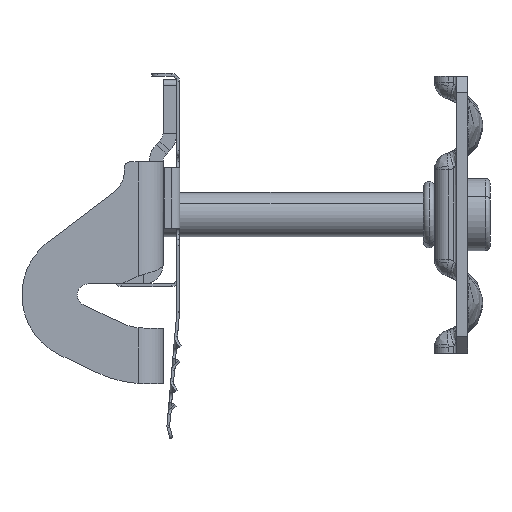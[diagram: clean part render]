
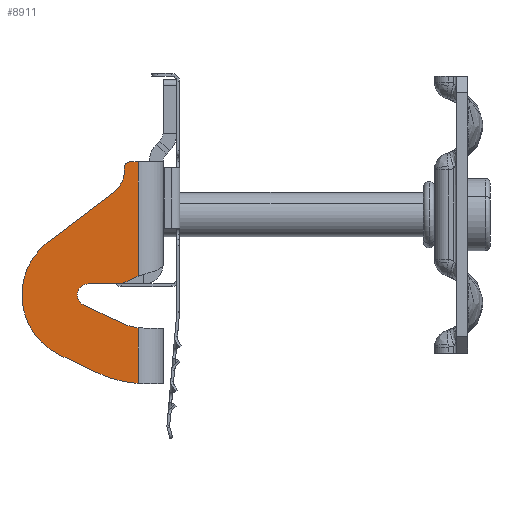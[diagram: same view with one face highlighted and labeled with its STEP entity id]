
A CAD part, left-side view. The second image highlights one B-rep face of the part: STEP entity #8911.
In plain terms, the highlighted planar face has unit normal (-1, 0, 0).
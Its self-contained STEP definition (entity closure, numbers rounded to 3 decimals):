
#144 = VERTEX_POINT ( 'NONE', #11355 ) ;
#203 = ORIENTED_EDGE ( 'NONE', *, *, #18735, .F. ) ;
#593 = EDGE_CURVE ( 'NONE', #16409, #7147, #6315, .T. ) ;
#679 = LINE ( 'NONE', #11732, #17187 ) ;
#713 = VERTEX_POINT ( 'NONE', #11301 ) ;
#925 = ORIENTED_EDGE ( 'NONE', *, *, #593, .F. ) ;
#1028 = AXIS2_PLACEMENT_3D ( 'NONE', #15467, #12554, #4684 ) ;
#1230 = ORIENTED_EDGE ( 'NONE', *, *, #9900, .T. ) ;
#1288 = ORIENTED_EDGE ( 'NONE', *, *, #12978, .F. ) ;
#1313 = CARTESIAN_POINT ( 'NONE',  ( -27., -2.528, 1.5 ) ) ;
#1366 = ORIENTED_EDGE ( 'NONE', *, *, #19495, .T. ) ;
#1378 = CARTESIAN_POINT ( 'NONE',  ( -27., 4.472, 16. ) ) ;
#1694 = CIRCLE ( 'NONE', #19499, 1. ) ;
#1763 = VERTEX_POINT ( 'NONE', #7733 ) ;
#1801 = DIRECTION ( 'NONE',  ( 0., -0.797, 0.605 ) ) ;
#2190 = AXIS2_PLACEMENT_3D ( 'NONE', #15586, #12689, #9371 ) ;
#2263 = CARTESIAN_POINT ( 'NONE',  ( -27., -61.028, -2. ) ) ;
#2653 = DIRECTION ( 'NONE',  ( 0., -1., 0. ) ) ;
#2804 = VERTEX_POINT ( 'NONE', #6391 ) ;
#2827 = CARTESIAN_POINT ( 'NONE',  ( -27., 2., -19.959 ) ) ;
#3179 = VECTOR ( 'NONE', #18162, 1000. ) ;
#3333 = DIRECTION ( 'NONE',  ( 1., 0., 0. ) ) ;
#3456 = EDGE_CURVE ( 'NONE', #13013, #4620, #13537, .T. ) ;
#3516 = VERTEX_POINT ( 'NONE', #11913 ) ;
#3575 = CARTESIAN_POINT ( 'NONE',  ( -27., 4.472, 20. ) ) ;
#3612 = DIRECTION ( 'NONE',  ( 0., 0., 1. ) ) ;
#3751 = AXIS2_PLACEMENT_3D ( 'NONE', #17811, #14505, #5273 ) ;
#3789 = DIRECTION ( 'NONE',  ( 0., 0., -1. ) ) ;
#3914 = CARTESIAN_POINT ( 'NONE',  ( -27., 18.228, 5.558 ) ) ;
#4393 = DIRECTION ( 'NONE',  ( 0., 0.904, 0.428 ) ) ;
#4598 = VERTEX_POINT ( 'NONE', #2827 ) ;
#4620 = VERTEX_POINT ( 'NONE', #7291 ) ;
#4684 = DIRECTION ( 'NONE',  ( 0., 0., 1. ) ) ;
#4693 = DIRECTION ( 'NONE',  ( -1., 0., 0. ) ) ;
#4965 = DIRECTION ( 'NONE',  ( 1., 0., 0. ) ) ;
#4984 = CARTESIAN_POINT ( 'NONE',  ( -27., 2., -9.918 ) ) ;
#5023 = VECTOR ( 'NONE', #2653, 1000. ) ;
#5273 = DIRECTION ( 'NONE',  ( 0., 0., -1. ) ) ;
#5343 = EDGE_CURVE ( 'NONE', #5896, #1763, #11206, .T. ) ;
#5603 = EDGE_CURVE ( 'NONE', #2804, #13013, #20031, .T. ) ;
#5885 = LINE ( 'NONE', #15517, #8953 ) ;
#5896 = VERTEX_POINT ( 'NONE', #12145 ) ;
#5949 = LINE ( 'NONE', #1313, #8607 ) ;
#6014 = CIRCLE ( 'NONE', #6705, 10. ) ;
#6015 = AXIS2_PLACEMENT_3D ( 'NONE', #10912, #4693, #9469 ) ;
#6126 = CARTESIAN_POINT ( 'NONE',  ( -27., 5.004, -9.038 ) ) ;
#6315 = LINE ( 'NONE', #1378, #19287 ) ;
#6391 = CARTESIAN_POINT ( 'NONE',  ( -27., 11.828, -5.808 ) ) ;
#6429 = EDGE_LOOP ( 'NONE', ( #9531, #1230, #19224, #19052, #925, #12268, #203, #13839, #1288, #15117, #11708, #14291, #17308, #1366, #11133, #7715 ) ) ;
#6705 = AXIS2_PLACEMENT_3D ( 'NONE', #10210, #8646, #3612 ) ;
#7004 = VERTEX_POINT ( 'NONE', #6126 ) ;
#7147 = VERTEX_POINT ( 'NONE', #18027 ) ;
#7291 = CARTESIAN_POINT ( 'NONE',  ( -27., 6.086, -2. ) ) ;
#7715 = ORIENTED_EDGE ( 'NONE', *, *, #9839, .F. ) ;
#7733 = CARTESIAN_POINT ( 'NONE',  ( -27., 4.472, 19. ) ) ;
#7804 = DIRECTION ( 'NONE',  ( 0., 1., 0. ) ) ;
#7901 = VERTEX_POINT ( 'NONE', #14703 ) ;
#8085 = CARTESIAN_POINT ( 'NONE',  ( -27., 16.107, -14.846 ) ) ;
#8286 = CIRCLE ( 'NONE', #8642, 20. ) ;
#8607 = VECTOR ( 'NONE', #20022, 1000. ) ;
#8642 = AXIS2_PLACEMENT_3D ( 'NONE', #12937, #3333, #17374 ) ;
#8646 = DIRECTION ( 'NONE',  ( 1., 0., 0. ) ) ;
#8753 = EDGE_CURVE ( 'NONE', #7004, #2804, #11955, .T. ) ;
#8911 = ADVANCED_FACE ( 'NONE', ( #9058 ), #17223, .F. ) ;
#8942 = CARTESIAN_POINT ( 'NONE',  ( -27., 11.828, -5.808 ) ) ;
#8953 = VECTOR ( 'NONE', #18505, 1000. ) ;
#9058 = FACE_OUTER_BOUND ( 'NONE', #6429, .T. ) ;
#9095 = VECTOR ( 'NONE', #4393, 1000. ) ;
#9371 = DIRECTION ( 'NONE',  ( 0., 0., 1. ) ) ;
#9469 = DIRECTION ( 'NONE',  ( 0., 0., 1. ) ) ;
#9531 = ORIENTED_EDGE ( 'NONE', *, *, #11175, .F. ) ;
#9642 = DIRECTION ( 'NONE',  ( 0., 0.904, 0.428 ) ) ;
#9663 = EDGE_CURVE ( 'NONE', #5896, #7147, #18181, .T. ) ;
#9839 = EDGE_CURVE ( 'NONE', #7901, #13381, #679, .T. ) ;
#9900 = EDGE_CURVE ( 'NONE', #713, #1763, #1694, .T. ) ;
#10001 = CIRCLE ( 'NONE', #6015, 5. ) ;
#10009 = EDGE_CURVE ( 'NONE', #13381, #144, #5949, .T. ) ;
#10210 = CARTESIAN_POINT ( 'NONE',  ( -27., 0.725, 0. ) ) ;
#10723 = CARTESIAN_POINT ( 'NONE',  ( -27., -3.528, 20. ) ) ;
#10912 = CARTESIAN_POINT ( 'NONE',  ( -27., 6.086, 3. ) ) ;
#11133 = ORIENTED_EDGE ( 'NONE', *, *, #10009, .F. ) ;
#11175 = EDGE_CURVE ( 'NONE', #713, #7901, #16907, .T. ) ;
#11206 = LINE ( 'NONE', #3575, #17754 ) ;
#11301 = CARTESIAN_POINT ( 'NONE',  ( -27., 3.472, 20. ) ) ;
#11355 = CARTESIAN_POINT ( 'NONE',  ( -27., 3.973, -1.532 ) ) ;
#11390 = CARTESIAN_POINT ( 'NONE',  ( -27., 16.107, -14.846 ) ) ;
#11538 = EDGE_CURVE ( 'NONE', #19809, #16409, #13642, .T. ) ;
#11708 = ORIENTED_EDGE ( 'NONE', *, *, #8753, .T. ) ;
#11732 = CARTESIAN_POINT ( 'NONE',  ( -27., 2., 0. ) ) ;
#11913 = CARTESIAN_POINT ( 'NONE',  ( -27., 9.282, -18.077 ) ) ;
#11955 = LINE ( 'NONE', #8942, #9095 ) ;
#12145 = CARTESIAN_POINT ( 'NONE',  ( -27., 4.472, 18.482 ) ) ;
#12268 = ORIENTED_EDGE ( 'NONE', *, *, #11538, .F. ) ;
#12554 = DIRECTION ( 'NONE',  ( 1., 0., 0. ) ) ;
#12603 = VECTOR ( 'NONE', #9642, 1000. ) ;
#12689 = DIRECTION ( 'NONE',  ( 1., 0., 0. ) ) ;
#12796 = VERTEX_POINT ( 'NONE', #4984 ) ;
#12937 = CARTESIAN_POINT ( 'NONE',  ( -27., 0.725, 0. ) ) ;
#12978 = EDGE_CURVE ( 'NONE', #12796, #4598, #5885, .T. ) ;
#13013 = VERTEX_POINT ( 'NONE', #15430 ) ;
#13104 = EDGE_CURVE ( 'NONE', #4598, #3516, #8286, .T. ) ;
#13381 = VERTEX_POINT ( 'NONE', #13845 ) ;
#13537 = LINE ( 'NONE', #2263, #3179 ) ;
#13642 = CIRCLE ( 'NONE', #3751, 12. ) ;
#13839 = ORIENTED_EDGE ( 'NONE', *, *, #13104, .F. ) ;
#13845 = CARTESIAN_POINT ( 'NONE',  ( -27., 2., -0.611 ) ) ;
#14007 = DIRECTION ( 'NONE',  ( -1., 0., 0. ) ) ;
#14291 = ORIENTED_EDGE ( 'NONE', *, *, #5603, .T. ) ;
#14505 = DIRECTION ( 'NONE',  ( 1., 0., 0. ) ) ;
#14598 = CARTESIAN_POINT ( 'NONE',  ( -27., 10.972, -4. ) ) ;
#14703 = CARTESIAN_POINT ( 'NONE',  ( -27., 2., 20. ) ) ;
#15117 = ORIENTED_EDGE ( 'NONE', *, *, #16411, .T. ) ;
#15430 = CARTESIAN_POINT ( 'NONE',  ( -27., 10.972, -2. ) ) ;
#15467 = CARTESIAN_POINT ( 'NONE',  ( -27., 9.472, 18.482 ) ) ;
#15517 = CARTESIAN_POINT ( 'NONE',  ( -27., 2., 0. ) ) ;
#15586 = CARTESIAN_POINT ( 'NONE',  ( -27., 0.725, 0. ) ) ;
#15782 = LINE ( 'NONE', #8085, #12603 ) ;
#16409 = VERTEX_POINT ( 'NONE', #3914 ) ;
#16411 = EDGE_CURVE ( 'NONE', #12796, #7004, #6014, .T. ) ;
#16451 = AXIS2_PLACEMENT_3D ( 'NONE', #14598, #4965, #16474 ) ;
#16474 = DIRECTION ( 'NONE',  ( 0., 0., -1. ) ) ;
#16907 = LINE ( 'NONE', #10723, #5023 ) ;
#17187 = VECTOR ( 'NONE', #3789, 1000. ) ;
#17223 = PLANE ( 'NONE',  #2190 ) ;
#17308 = ORIENTED_EDGE ( 'NONE', *, *, #3456, .T. ) ;
#17374 = DIRECTION ( 'NONE',  ( 0., 0., 1. ) ) ;
#17622 = DIRECTION ( 'NONE',  ( 0., 0., 1. ) ) ;
#17754 = VECTOR ( 'NONE', #17622, 1000. ) ;
#17811 = CARTESIAN_POINT ( 'NONE',  ( -27., 10.972, -4. ) ) ;
#18027 = CARTESIAN_POINT ( 'NONE',  ( -27., 6.449, 14.499 ) ) ;
#18162 = DIRECTION ( 'NONE',  ( 0., -1., 0. ) ) ;
#18181 = CIRCLE ( 'NONE', #1028, 5. ) ;
#18505 = DIRECTION ( 'NONE',  ( 0., 0., -1. ) ) ;
#18638 = CARTESIAN_POINT ( 'NONE',  ( -27., 3.472, 19. ) ) ;
#18735 = EDGE_CURVE ( 'NONE', #3516, #19809, #15782, .T. ) ;
#19052 = ORIENTED_EDGE ( 'NONE', *, *, #9663, .T. ) ;
#19224 = ORIENTED_EDGE ( 'NONE', *, *, #5343, .F. ) ;
#19287 = VECTOR ( 'NONE', #1801, 1000. ) ;
#19495 = EDGE_CURVE ( 'NONE', #4620, #144, #10001, .T. ) ;
#19499 = AXIS2_PLACEMENT_3D ( 'NONE', #18638, #14007, #7804 ) ;
#19809 = VERTEX_POINT ( 'NONE', #11390 ) ;
#20022 = DIRECTION ( 'NONE',  ( 0., 0.906, -0.423 ) ) ;
#20031 = CIRCLE ( 'NONE', #16451, 2. ) ;
